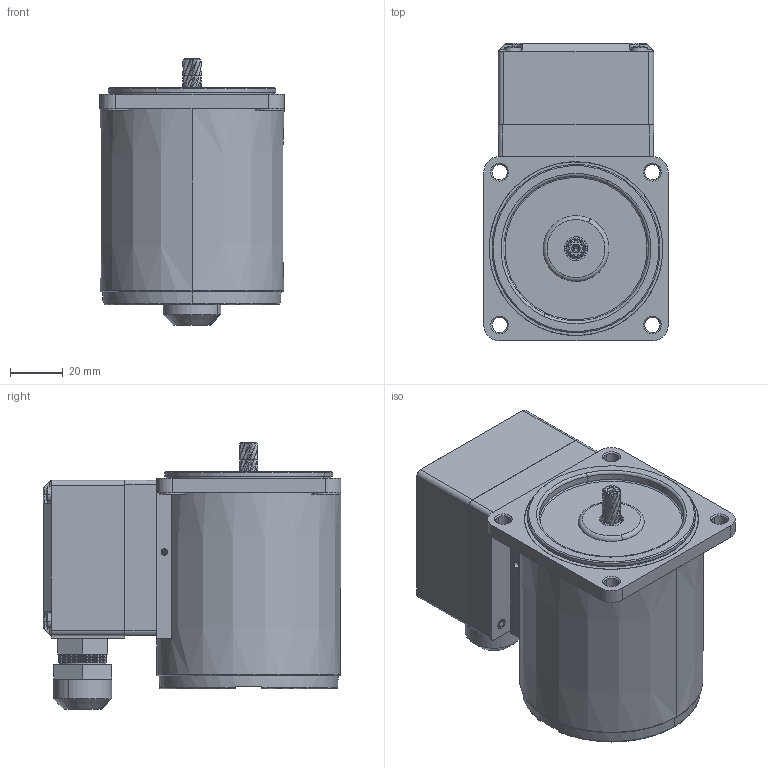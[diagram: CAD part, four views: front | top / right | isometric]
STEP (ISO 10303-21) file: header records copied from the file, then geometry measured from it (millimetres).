
FILE_DESCRIPTION (( 'STEP AP203' ), '1' );
FILE_NAME ('3IK15GN-¡¼Ts-5C031¡¼4000Z0.STEP', '2017-10-16T10:13:16', ( '' ), ( '' ), 'SwSTEP 2.0', 'SolidWorks 2010', '' );
FILE_SCHEMA (( 'CONFIG_CONTROL_DESIGN' ));
Length unit declared in the file: millimetre
Products named in the file (10): 3IK15GN-〖Ts-5C031〖4000Z0; Ts下蓋; Ts下墊片; M315Ts_2車工; C364_車工(成品); 15GN_0.成品; 成品180度; Ts上蓋; 出線頭 Ver.2; 圓頭十字螺絲 M3 x 40 --40N_JIS B 1111 Binding head screw M3 x 40 --40N
Assembly tree (12 placements, depth 3):
  3IK15GN-〖Ts-5C031〖4000Z0
    C364_車工(成品)
    15GN_0.成品
    成品180度
      Ts下蓋
      出線頭 Ver.2
      圓頭十字螺絲 M3 x 40 --40N_JIS B 1111 Binding head screw M3 x 40 --40N  x4
      Ts上蓋
      Ts下墊片
    M315Ts_2車工
Bounding box: 70 x 113 x 101.25 mm (x, y, z)
Volume: 468442 mm3; surface area: 72673.2 mm2
Topology: 11 solids, 11 shells, 2439 faces, 6365 edges, 3976 vertices
Faces by surface type: cone 1357, cylinder 806, plane 199, bspline 40, torus 29, sphere 8
Entity records: 35394 total; most frequent: CARTESIAN_POINT 11301, DIRECTION 5202, ORIENTED_EDGE 4694, EDGE_CURVE 2347, AXIS2_PLACEMENT_3D 2132, VERTEX_POINT 1471, CIRCLE 1229, EDGE_LOOP 992
